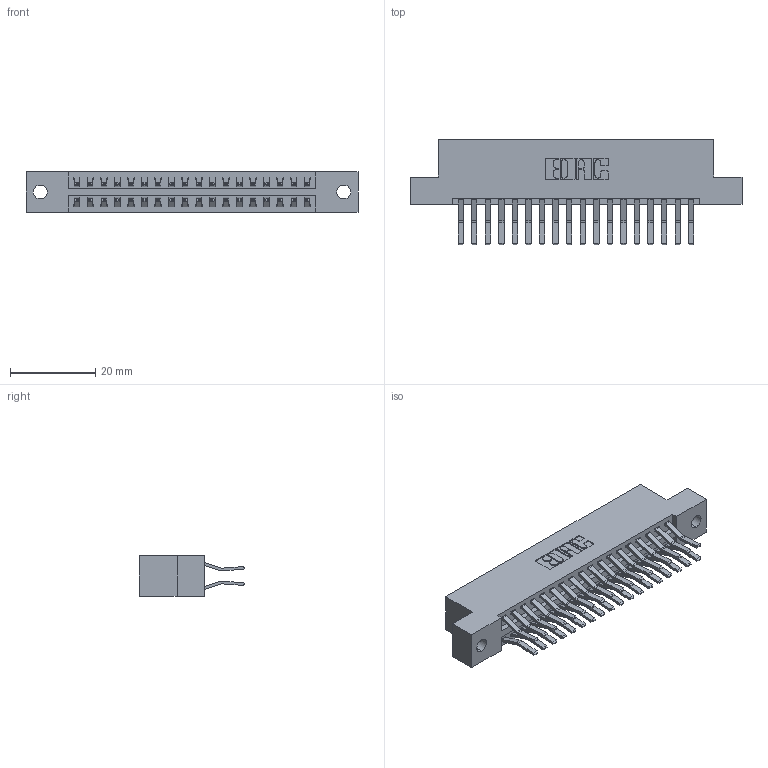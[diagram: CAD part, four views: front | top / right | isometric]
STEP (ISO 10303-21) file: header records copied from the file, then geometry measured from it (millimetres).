
FILE_DESCRIPTION (( 'STEP AP203' ), '1' );
FILE_NAME ('396-036-560-202.STEP', '2018-09-06T05:37:57', ( '' ), ( '' ), 'SwSTEP 2.0', 'SolidWorks 2016', '' );
FILE_SCHEMA (( 'CONFIG_CONTROL_DESIGN' ));
Length unit declared in the file: inch
Products named in the file (3): 346 Part_Flush Mounting Lugs - 0.128 Dia; 345-292-001_560 Tail; 396-036-560-202
Assembly tree (37 placements, depth 2):
  396-036-560-202
    346 Part_Flush Mounting Lugs - 0.128 Dia
    345-292-001_560 Tail  x36
Bounding box: 77.72 x 24.78 x 9.4 mm (x, y, z)
Volume: 7591.9 mm3; surface area: 10418.7 mm2
Topology: 37 solids, 37 shells, 2066 faces, 6125 edges, 4034 vertices
Faces by surface type: plane 1336, cylinder 730
Entity records: 15069 total; most frequent: CARTESIAN_POINT 2516, ORIENTED_EDGE 2450, DIRECTION 2273, EDGE_CURVE 1225, LINE 1017, VECTOR 1017, VERTEX_POINT 814, AXIS2_PLACEMENT_3D 628
